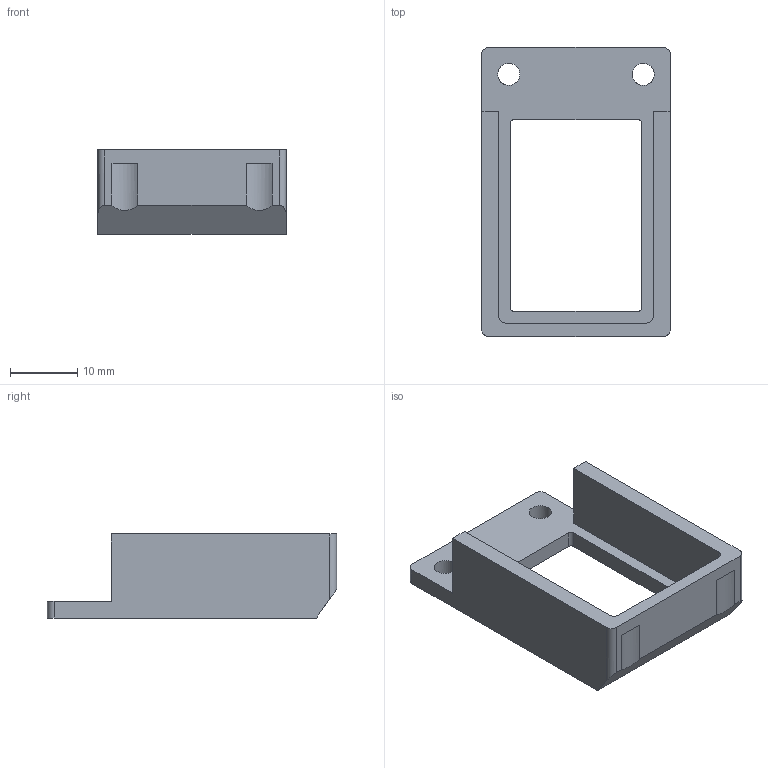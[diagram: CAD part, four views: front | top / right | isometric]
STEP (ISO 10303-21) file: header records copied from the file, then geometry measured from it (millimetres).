
FILE_DESCRIPTION(('FreeCAD Model'),'2;1');
FILE_NAME('Open CASCADE Shape Model','2023-09-13T23:04:41',('Author'),( ''),'Open CASCADE STEP processor 7.6','FreeCAD','Unknown');
FILE_SCHEMA(('AUTOMOTIVE_DESIGN { 1 0 10303 214 1 1 1 1 }'));
Length unit declared in the file: millimetre
Products named in the file (1): switch_cut2_refined
Bounding box: 28 x 43 x 12.5 mm (x, y, z)
Volume: 3514.5 mm3; surface area: 3682.1 mm2
Topology: 1 solids, 1 shells, 33 faces, 97 edges, 66 vertices
Faces by surface type: plane 19, cylinder 14
Full cylindrical faces by diameter (mm): 3.3 x2
Entity records: 1149 total; most frequent: CARTESIAN_POINT 197, DIRECTION 197, ORIENTED_EDGE 194, EDGE_CURVE 97, AXIS2_PLACEMENT_3D 66, VERTEX_POINT 66, LINE 65, VECTOR 65
